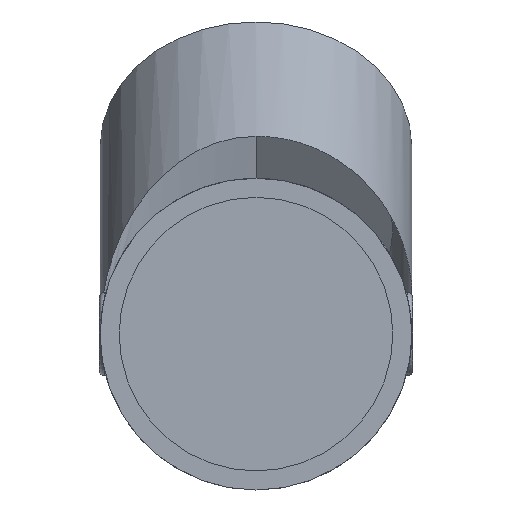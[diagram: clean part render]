
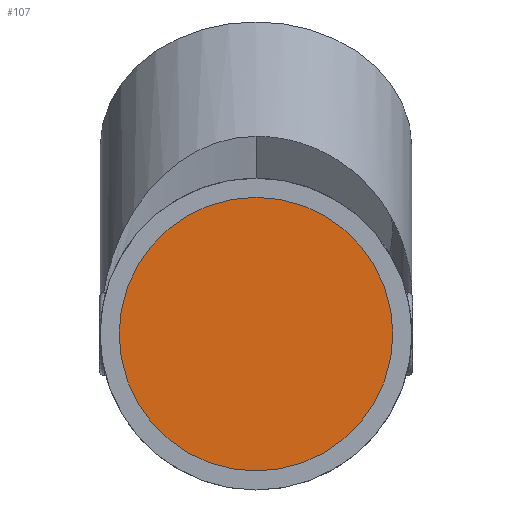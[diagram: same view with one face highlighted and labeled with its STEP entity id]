
A CAD part, left-side view. The second image highlights one B-rep face of the part: STEP entity #107.
In plain terms, the highlighted planar face has unit normal (-1, 0, 0).
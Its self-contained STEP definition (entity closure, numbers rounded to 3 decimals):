
#107=ADVANCED_FACE('',(#186),#152,.F.);
#152=PLANE('',#899);
#186=FACE_OUTER_BOUND('',#226,.T.);
#226=EDGE_LOOP('',(#345));
#297=CIRCLE('',#898,19.75);
#345=ORIENTED_EDGE('',*,*,#645,.F.);
#562=VERTEX_POINT('',#1273);
#645=EDGE_CURVE('',#562,#562,#297,.T.);
#898=AXIS2_PLACEMENT_3D('',#1272,#1012,#1013);
#899=AXIS2_PLACEMENT_3D('',#1274,#1014,#1015);
#1012=DIRECTION('',(1.,0.,0.));
#1013=DIRECTION('',(0.,0.,-1.));
#1014=DIRECTION('',(1.,0.,0.));
#1015=DIRECTION('',(0.,0.,-1.));
#1272=CARTESIAN_POINT('',(20.,0.,0.));
#1273=CARTESIAN_POINT('',(20.,0.,-19.75));
#1274=CARTESIAN_POINT('',(20.,0.,0.));
